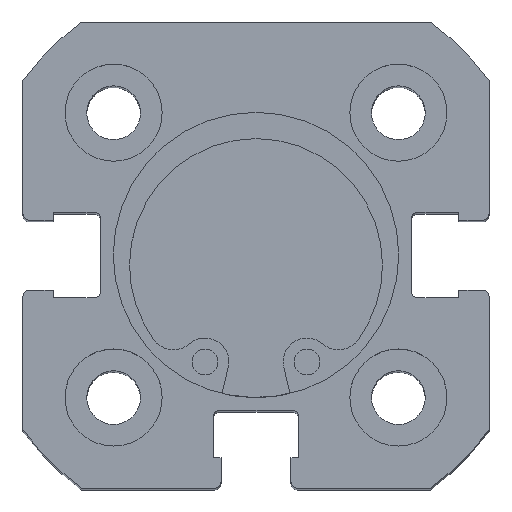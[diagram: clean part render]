
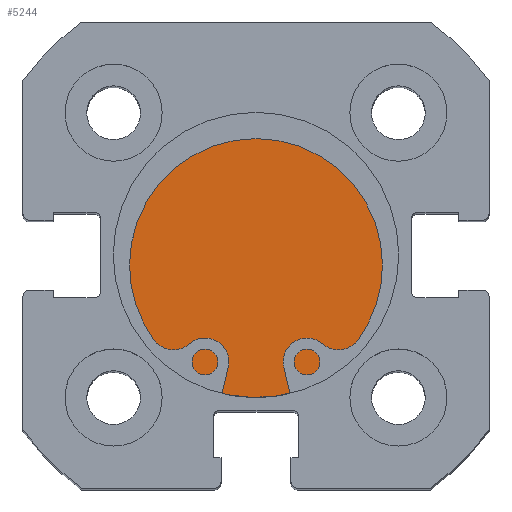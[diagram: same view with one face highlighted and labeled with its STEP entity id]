
A CAD part, top view. The second image highlights one B-rep face of the part: STEP entity #5244.
In plain terms, the highlighted face is planar.
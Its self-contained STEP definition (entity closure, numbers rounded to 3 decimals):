
#16 = ORIENTED_EDGE ( 'NONE', *, *, #2873, .F. ) ;
#507 = CARTESIAN_POINT ( 'NONE',  ( 6., 0., 11. ) ) ;
#508 = CARTESIAN_POINT ( 'NONE',  ( 6., 0., -11. ) ) ;
#1203 = CARTESIAN_POINT ( 'NONE',  ( 6., 11., 0. ) ) ;
#1204 = PLANE ( 'NONE',  #3172 ) ;
#1206 = DIRECTION ( 'NONE',  ( -1., 0., 0. ) ) ;
#1207 = DIRECTION ( 'NONE',  ( 0., 0., 1. ) ) ;
#1583 = EDGE_LOOP ( 'NONE', ( #16, #1669 ) ) ;
#1669 = ORIENTED_EDGE ( 'NONE', *, *, #2832, .F. ) ;
#2062 = CIRCLE ( 'NONE', #3594, 11. ) ;
#2119 = CIRCLE ( 'NONE', #3606, 11. ) ;
#2832 = EDGE_CURVE ( 'NONE', #4165, #4164, #2062, .T. ) ;
#2873 = EDGE_CURVE ( 'NONE', #4164, #4165, #2119, .T. ) ;
#3172 = AXIS2_PLACEMENT_3D ( 'NONE', #1203, #1206, #1207 ) ;
#3412 = FACE_OUTER_BOUND ( 'NONE', #1583, .T. ) ;
#3594 = AXIS2_PLACEMENT_3D ( 'NONE', #4354, #4367, #4368 ) ;
#3606 = AXIS2_PLACEMENT_3D ( 'NONE', #4468, #4469, #4470 ) ;
#4164 = VERTEX_POINT ( 'NONE', #507 ) ;
#4165 = VERTEX_POINT ( 'NONE', #508 ) ;
#4354 = CARTESIAN_POINT ( 'NONE',  ( 6., 0., 0. ) ) ;
#4367 = DIRECTION ( 'NONE',  ( -1., 0., 0. ) ) ;
#4368 = DIRECTION ( 'NONE',  ( 0., 0., 1. ) ) ;
#4468 = CARTESIAN_POINT ( 'NONE',  ( 6., 0., 0. ) ) ;
#4469 = DIRECTION ( 'NONE',  ( -1., 0., 0. ) ) ;
#4470 = DIRECTION ( 'NONE',  ( 0., 0., 1. ) ) ;
#5244 = ADVANCED_FACE ( 'NONE', ( #3412 ), #1204, .F. ) ;
